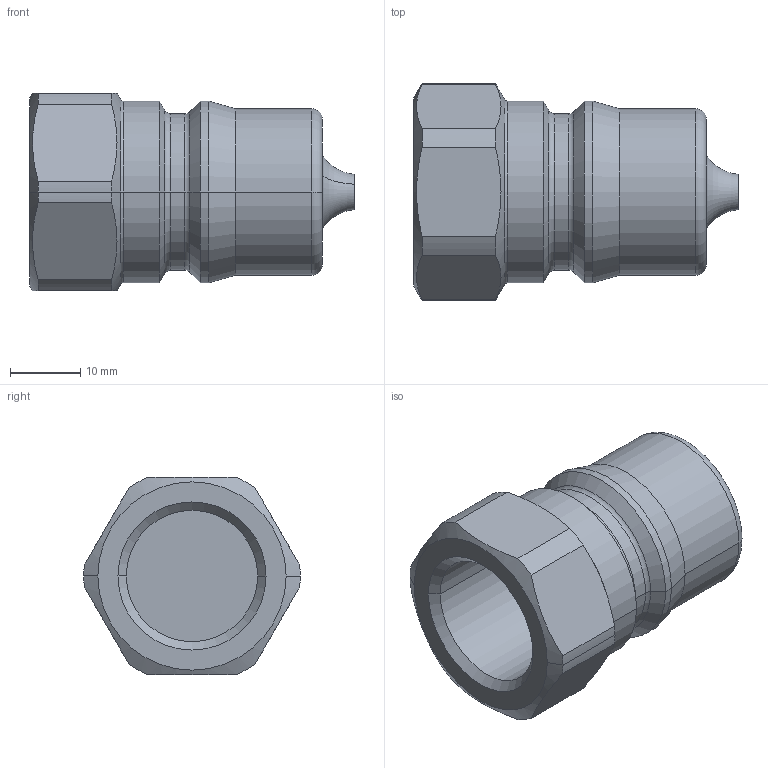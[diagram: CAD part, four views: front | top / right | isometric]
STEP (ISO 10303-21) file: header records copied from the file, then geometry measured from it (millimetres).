
FILE_DESCRIPTION (( 'STEP AP214' ), '1' );
FILE_NAME ('IB5020.STEP', '2012-01-30T13:07:55', ( 'admin' ), ( 'Microsoft' ), 'SwSTEP 2.0', 'SolidWorks 2009', '' );
FILE_SCHEMA (( 'AUTOMOTIVE_DESIGN' ));
Length unit declared in the file: millimetre
Products named in the file (1): IB5020
Bounding box: 46 x 30.7 x 28 mm (x, y, z)
Volume: 17490 mm3; surface area: 5571.7 mm2
Topology: 1 solids, 1 shells, 55 faces, 123 edges, 72 vertices
Faces by surface type: cylinder 19, cone 16, torus 10, plane 10
Entity records: 1650 total; most frequent: CARTESIAN_POINT 375, DIRECTION 293, ORIENTED_EDGE 246, AXIS2_PLACEMENT_3D 126, EDGE_CURVE 123, VERTEX_POINT 72, CIRCLE 70, EDGE_LOOP 57
